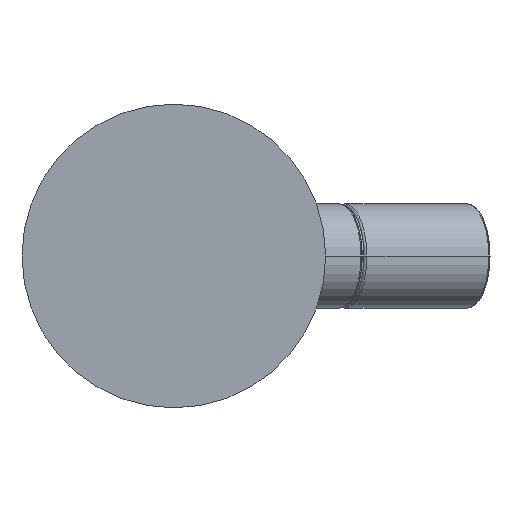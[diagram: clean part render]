
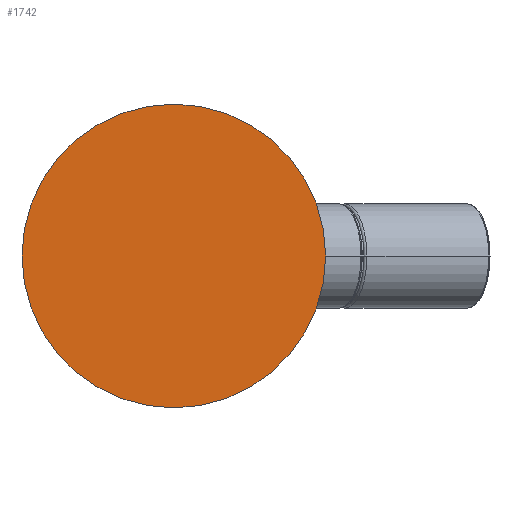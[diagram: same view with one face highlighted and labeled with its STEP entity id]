
A CAD part, left-side view. The second image highlights one B-rep face of the part: STEP entity #1742.
In plain terms, the highlighted planar face has unit normal (-1, 0, 0).
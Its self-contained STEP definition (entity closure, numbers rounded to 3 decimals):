
#338 = CARTESIAN_POINT ( 'NONE',  ( 0., 84., 0. ) ) ;
#562 = DIRECTION ( 'NONE',  ( 0., -1., 0. ) ) ;
#568 = CARTESIAN_POINT ( 'NONE',  ( 0., 49., 0. ) ) ;
#643 = DIRECTION ( 'NONE',  ( 0., -1., 0. ) ) ;
#666 = CIRCLE ( 'NONE', #2626, 35. ) ;
#945 = ORIENTED_EDGE ( 'NONE', *, *, #1689, .T. ) ;
#1351 = CARTESIAN_POINT ( 'NONE',  ( 0., 119., 0. ) ) ;
#1364 = VERTEX_POINT ( 'NONE', #1351 ) ;
#1410 = DIRECTION ( 'NONE',  ( -1., 0., 0. ) ) ;
#1674 = FACE_OUTER_BOUND ( 'NONE', #3414, .T. ) ;
#1688 = AXIS2_PLACEMENT_3D ( 'NONE', #1903, #2989, #562 ) ;
#1689 = EDGE_CURVE ( 'NONE', #1364, #3379, #3211, .T. ) ;
#1742 = ADVANCED_FACE ( 'NONE', ( #1674 ), #2758, .T. ) ;
#1903 = CARTESIAN_POINT ( 'NONE',  ( 0., 84., 0. ) ) ;
#1985 = CARTESIAN_POINT ( 'NONE',  ( 0., 84., 0. ) ) ;
#2355 = EDGE_CURVE ( 'NONE', #3379, #1364, #666, .T. ) ;
#2416 = AXIS2_PLACEMENT_3D ( 'NONE', #338, #1410, #2488 ) ;
#2488 = DIRECTION ( 'NONE',  ( 0., -1., 0. ) ) ;
#2626 = AXIS2_PLACEMENT_3D ( 'NONE', #1985, #3075, #643 ) ;
#2738 = ORIENTED_EDGE ( 'NONE', *, *, #2355, .T. ) ;
#2758 = PLANE ( 'NONE',  #2416 ) ;
#2989 = DIRECTION ( 'NONE',  ( -1., 0., 0. ) ) ;
#3075 = DIRECTION ( 'NONE',  ( -1., 0., 0. ) ) ;
#3211 = CIRCLE ( 'NONE', #1688, 35. ) ;
#3379 = VERTEX_POINT ( 'NONE', #568 ) ;
#3414 = EDGE_LOOP ( 'NONE', ( #945, #2738 ) ) ;
